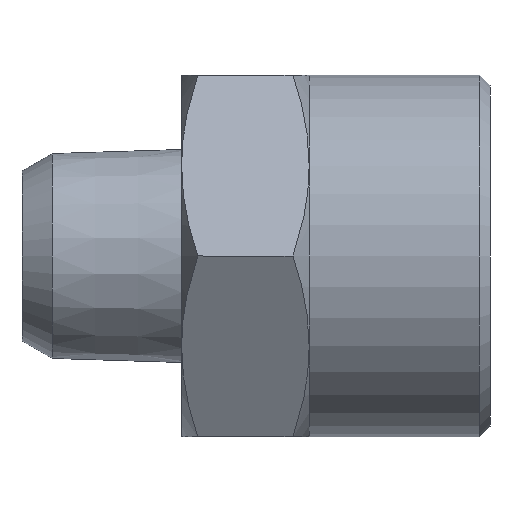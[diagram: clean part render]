
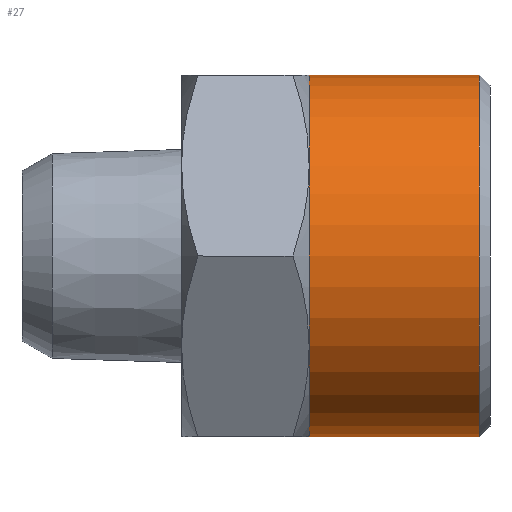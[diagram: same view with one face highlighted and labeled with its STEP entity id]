
A CAD part, left-side view. The second image highlights one B-rep face of the part: STEP entity #27.
In plain terms, the highlighted cylindrical face has radius 8.5 mm (diameter 17 mm), a partial arc.
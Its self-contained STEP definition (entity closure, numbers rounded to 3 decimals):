
#27 = ADVANCED_FACE ( 'NONE', ( #1041 ), #1035, .T. ) ;
#72 = EDGE_CURVE ( 'NONE', #1025, #1089, #993, .T. ) ;
#74 = AXIS2_PLACEMENT_3D ( 'NONE', #526, #524, #523 ) ;
#77 = EDGE_CURVE ( 'NONE', #1076, #1025, #987, .T. ) ;
#83 = EDGE_CURVE ( 'NONE', #743, #1076, #991, .T. ) ;
#103 = AXIS2_PLACEMENT_3D ( 'NONE', #277, #276, #275 ) ;
#105 = AXIS2_PLACEMENT_3D ( 'NONE', #282, #281, #280 ) ;
#106 = AXIS2_PLACEMENT_3D ( 'NONE', #289, #288, #287 ) ;
#141 = AXIS2_PLACEMENT_3D ( 'NONE', #416, #414, #418 ) ;
#179 = EDGE_CURVE ( 'NONE', #1089, #1087, #913, .T. ) ;
#184 = EDGE_CURVE ( 'NONE', #743, #1077, #908, .T. ) ;
#192 = EDGE_CURVE ( 'NONE', #1077, #1087, #894, .T. ) ;
#275 = DIRECTION ( 'NONE',  ( 0., 0., -1. ) ) ;
#276 = DIRECTION ( 'NONE',  ( 0., 1., 0. ) ) ;
#277 = CARTESIAN_POINT ( 'NONE',  ( 0., 8.5, 0. ) ) ;
#280 = DIRECTION ( 'NONE',  ( 0., 0., -1. ) ) ;
#281 = DIRECTION ( 'NONE',  ( 0., 1., 0. ) ) ;
#282 = CARTESIAN_POINT ( 'NONE',  ( 0., 8.5, 0. ) ) ;
#287 = DIRECTION ( 'NONE',  ( 0., 0., -1. ) ) ;
#288 = DIRECTION ( 'NONE',  ( 0., 1., 0. ) ) ;
#289 = CARTESIAN_POINT ( 'NONE',  ( 0., 8.5, 0. ) ) ;
#414 = DIRECTION ( 'NONE',  ( 0., -1., 0. ) ) ;
#416 = CARTESIAN_POINT ( 'NONE',  ( 0., 8.5, 0. ) ) ;
#418 = DIRECTION ( 'NONE',  ( 0., 0., -1. ) ) ;
#477 = CARTESIAN_POINT ( 'NONE',  ( 0., 8.5, -8.5 ) ) ;
#523 = DIRECTION ( 'NONE',  ( 0., 0., 1. ) ) ;
#524 = DIRECTION ( 'NONE',  ( 0., 1., 0. ) ) ;
#526 = CARTESIAN_POINT ( 'NONE',  ( 0., 0.5, 0. ) ) ;
#591 = CARTESIAN_POINT ( 'NONE',  ( 0., 8.5, -8.5 ) ) ;
#592 = DIRECTION ( 'NONE',  ( 0., -1., 0. ) ) ;
#596 = CARTESIAN_POINT ( 'NONE',  ( 0., 8.5, 8.5 ) ) ;
#601 = DIRECTION ( 'NONE',  ( 0., -1., 0. ) ) ;
#653 = CARTESIAN_POINT ( 'NONE',  ( 0., 8.5, 8.5 ) ) ;
#654 = CARTESIAN_POINT ( 'NONE',  ( 0., 0.5, 8.5 ) ) ;
#659 = CARTESIAN_POINT ( 'NONE',  ( -7.361, 8.5, -4.25 ) ) ;
#673 = CARTESIAN_POINT ( 'NONE',  ( 0., 0.5, -8.5 ) ) ;
#682 = CARTESIAN_POINT ( 'NONE',  ( -7.361, 8.5, 4.25 ) ) ;
#743 = VERTEX_POINT ( 'NONE', #477 ) ;
#798 = ORIENTED_EDGE ( 'NONE', *, *, #77, .F. ) ;
#800 = ORIENTED_EDGE ( 'NONE', *, *, #83, .F. ) ;
#801 = ORIENTED_EDGE ( 'NONE', *, *, #184, .T. ) ;
#802 = ORIENTED_EDGE ( 'NONE', *, *, #192, .T. ) ;
#806 = ORIENTED_EDGE ( 'NONE', *, *, #179, .F. ) ;
#807 = ORIENTED_EDGE ( 'NONE', *, *, #72, .F. ) ;
#894 = CIRCLE ( 'NONE', #74, 8.5 ) ;
#900 = VECTOR ( 'NONE', #592, 1000. ) ;
#905 = VECTOR ( 'NONE', #601, 1000. ) ;
#908 = LINE ( 'NONE', #591, #900 ) ;
#913 = LINE ( 'NONE', #596, #905 ) ;
#923 = EDGE_LOOP ( 'NONE', ( #806, #807, #798, #800, #801, #802 ) ) ;
#987 = CIRCLE ( 'NONE', #105, 8.5 ) ;
#991 = CIRCLE ( 'NONE', #103, 8.5 ) ;
#993 = CIRCLE ( 'NONE', #106, 8.5 ) ;
#1025 = VERTEX_POINT ( 'NONE', #682 ) ;
#1035 = CYLINDRICAL_SURFACE ( 'NONE', #141, 8.5 ) ;
#1041 = FACE_OUTER_BOUND ( 'NONE', #923, .T. ) ;
#1076 = VERTEX_POINT ( 'NONE', #659 ) ;
#1077 = VERTEX_POINT ( 'NONE', #673 ) ;
#1087 = VERTEX_POINT ( 'NONE', #654 ) ;
#1089 = VERTEX_POINT ( 'NONE', #653 ) ;
